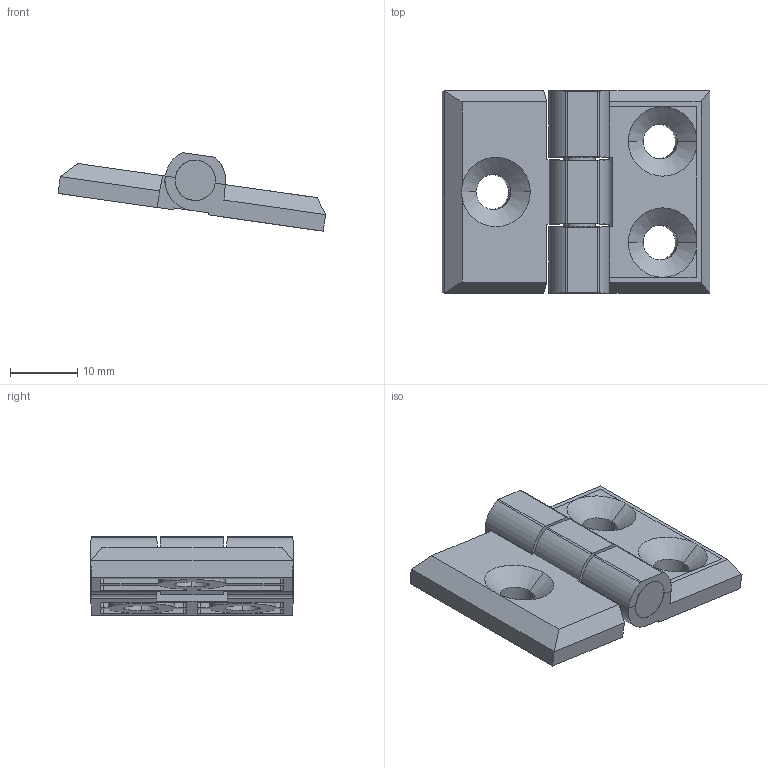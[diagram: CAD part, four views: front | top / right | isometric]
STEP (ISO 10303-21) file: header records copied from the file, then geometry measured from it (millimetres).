
FILE_DESCRIPTION (( 'STEP AP203' ), '1' );
FILE_NAME ('MY3040.1.2.3.STEP', '2022-06-07T10:53:14', ( '' ), ( '' ), 'SwSTEP 2.0', 'SolidWorks 2021', '' );
FILE_SCHEMA (( 'CONFIG_CONTROL_DESIGN' ));
Length unit declared in the file: millimetre
Products named in the file (1): MY3040.1.2.3
Bounding box: 39.71 x 30.08 x 11.65 mm (x, y, z)
Surface area: 4690.1 mm2 (no closed solid volume)
Topology: 0 solids, 4 shells, 203 faces, 636 edges, 431 vertices
Faces by surface type: plane 108, cylinder 65, bspline 22, cone 8
Entity records: 8652 total; most frequent: CARTESIAN_POINT 3478, ORIENTED_EDGE 1170, DIRECTION 863, EDGE_CURVE 636, VERTEX_POINT 431, LINE 375, VECTOR 375, AXIS2_PLACEMENT_3D 244
